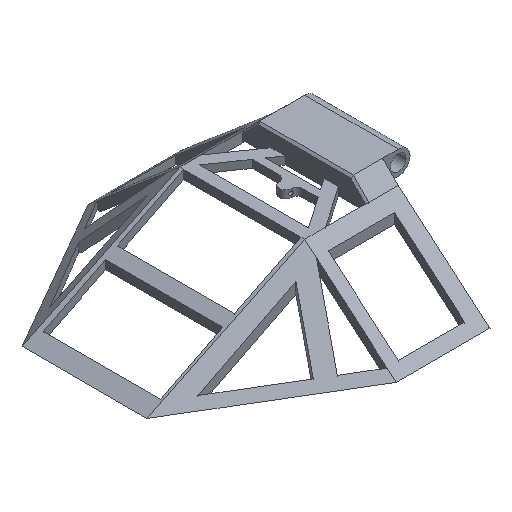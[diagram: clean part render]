
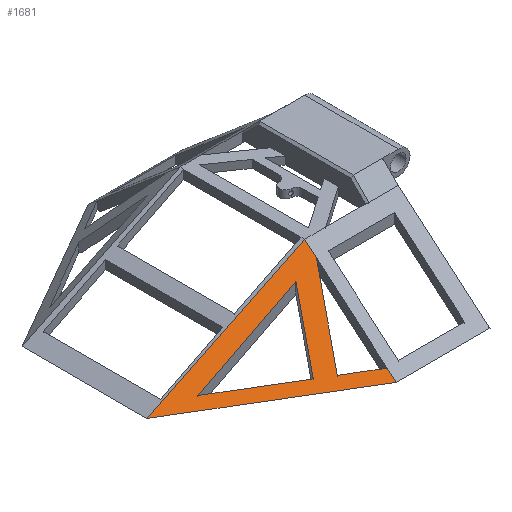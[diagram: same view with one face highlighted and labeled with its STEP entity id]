
A CAD part, isometric view. The second image highlights one B-rep face of the part: STEP entity #1681.
In plain terms, the highlighted planar face has unit normal (-0.362, -0.604, 0.71).
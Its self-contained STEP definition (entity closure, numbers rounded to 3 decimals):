
#21=FACE_BOUND('',#236,.T.);
#83=PLANE('',#1778);
#156=FACE_OUTER_BOUND('',#235,.T.);
#235=EDGE_LOOP('',(#1492,#1493,#1494,#1495,#1496,#1497));
#236=EDGE_LOOP('',(#1498,#1499,#1500));
#389=LINE('',#2539,#619);
#391=LINE('',#2543,#621);
#395=LINE('',#2550,#625);
#449=LINE('',#2659,#679);
#453=LINE('',#2666,#683);
#471=LINE('',#2695,#701);
#472=LINE('',#2697,#702);
#473=LINE('',#2699,#703);
#474=LINE('',#2700,#704);
#619=VECTOR('',#2013,10.);
#621=VECTOR('',#2017,10.);
#625=VECTOR('',#2023,10.);
#679=VECTOR('',#2115,10.);
#683=VECTOR('',#2121,10.);
#701=VECTOR('',#2149,10.);
#702=VECTOR('',#2150,10.);
#703=VECTOR('',#2151,10.);
#704=VECTOR('',#2152,10.);
#785=VERTEX_POINT('',#2416);
#824=VERTEX_POINT('',#2536);
#825=VERTEX_POINT('',#2538);
#826=VERTEX_POINT('',#2542);
#862=VERTEX_POINT('',#2652);
#863=VERTEX_POINT('',#2654);
#864=VERTEX_POINT('',#2658);
#873=VERTEX_POINT('',#2696);
#874=VERTEX_POINT('',#2698);
#1023=EDGE_CURVE('',#825,#824,#389,.T.);
#1025=EDGE_CURVE('',#824,#826,#391,.T.);
#1029=EDGE_CURVE('',#826,#825,#395,.T.);
#1083=EDGE_CURVE('',#862,#864,#449,.T.);
#1087=EDGE_CURVE('',#864,#863,#453,.T.);
#1105=EDGE_CURVE('',#863,#785,#471,.T.);
#1106=EDGE_CURVE('',#873,#785,#472,.T.);
#1107=EDGE_CURVE('',#874,#873,#473,.T.);
#1108=EDGE_CURVE('',#874,#862,#474,.T.);
#1492=ORIENTED_EDGE('',*,*,#1083,.T.);
#1493=ORIENTED_EDGE('',*,*,#1087,.T.);
#1494=ORIENTED_EDGE('',*,*,#1105,.T.);
#1495=ORIENTED_EDGE('',*,*,#1106,.F.);
#1496=ORIENTED_EDGE('',*,*,#1107,.F.);
#1497=ORIENTED_EDGE('',*,*,#1108,.T.);
#1498=ORIENTED_EDGE('',*,*,#1029,.T.);
#1499=ORIENTED_EDGE('',*,*,#1023,.T.);
#1500=ORIENTED_EDGE('',*,*,#1025,.T.);
#1681=ADVANCED_FACE('',(#156,#21),#83,.F.);
#1778=AXIS2_PLACEMENT_3D('',#2694,#2147,#2148);
#2013=DIRECTION('',(-0.365,-0.609,-0.704));
#2017=DIRECTION('',(-0.858,0.514,0.));
#2023=DIRECTION('',(0.891,0.,0.454));
#2115=DIRECTION('',(-0.858,0.514,0.));
#2121=DIRECTION('',(0.365,0.609,0.704));
#2147=DIRECTION('center_axis',(0.362,0.604,-0.71));
#2148=DIRECTION('ref_axis',(-0.891,0.,-0.454));
#2149=DIRECTION('',(0.,0.762,0.648));
#2150=DIRECTION('',(0.894,-0.01,0.447));
#2151=DIRECTION('',(-0.858,0.514,0.));
#2152=DIRECTION('',(0.,0.762,0.648));
#2416=CARTESIAN_POINT('',(-5.,-16.,20.));
#2536=CARTESIAN_POINT('',(-16.868,-30.065,1.984));
#2538=CARTESIAN_POINT('',(-10.245,-19.,14.775));
#2539=CARTESIAN_POINT('',(-8.221,-15.619,18.683));
#2542=CARTESIAN_POINT('',(-35.352,-19.,1.984));
#2543=CARTESIAN_POINT('',(-15.599,-30.825,1.984));
#2550=CARTESIAN_POINT('',(-16.016,-19.,11.835));
#2652=CARTESIAN_POINT('',(-5.,-37.169,1.984));
#2654=CARTESIAN_POINT('',(-5.,-19.,17.447));
#2658=CARTESIAN_POINT('',(-13.007,-32.376,1.984));
#2659=CARTESIAN_POINT('',(-9.665,-34.377,1.984));
#2666=CARTESIAN_POINT('',(-6.029,-20.719,15.459));
#2694=CARTESIAN_POINT('Origin',(-5.,-16.,20.));
#2695=CARTESIAN_POINT('',(-5.,-39.5,0.));
#2696=CARTESIAN_POINT('',(-45.,-15.556,0.));
#2697=CARTESIAN_POINT('',(-45.,-15.556,0.));
#2698=CARTESIAN_POINT('',(-5.,-39.5,0.));
#2699=CARTESIAN_POINT('',(-5.,-39.5,0.));
#2700=CARTESIAN_POINT('',(-5.,-39.5,0.));
